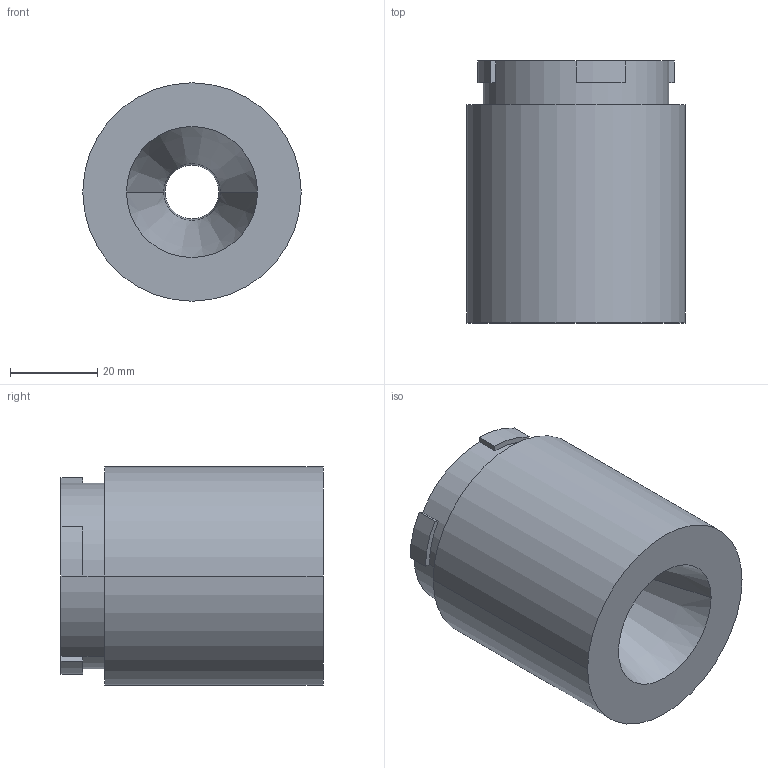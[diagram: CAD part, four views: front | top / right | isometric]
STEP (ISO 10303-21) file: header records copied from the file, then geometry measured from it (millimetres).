
FILE_DESCRIPTION((''),'2;1');
FILE_NAME('MRLM-S-T5-NOZZLE-B','2025-01-09T09:07:37',('Casey'),(''),'CREO PARAMETRIC BY PTC INC, 2023073','CREO PARAMETRIC BY PTC INC, 2023073','');
FILE_SCHEMA(('CONFIG_CONTROL_DESIGN'));
Length unit declared in the file: millimetre
Products named in the file (1): MRLM-S-T5-NOZZLE-B
Bounding box: 50 x 60 x 50 mm (x, y, z)
Volume: 80046.9 mm3; surface area: 16458.4 mm2
Topology: 1 solids, 1 shells, 33 faces, 80 edges, 50 vertices
Faces by surface type: plane 15, cylinder 10, cone 4, torus 2, bspline 2
Entity records: 1060 total; most frequent: CARTESIAN_POINT 217, DIRECTION 180, ORIENTED_EDGE 160, EDGE_CURVE 80, AXIS2_PLACEMENT_3D 69, VERTEX_POINT 50, VECTOR 42, LINE 42
